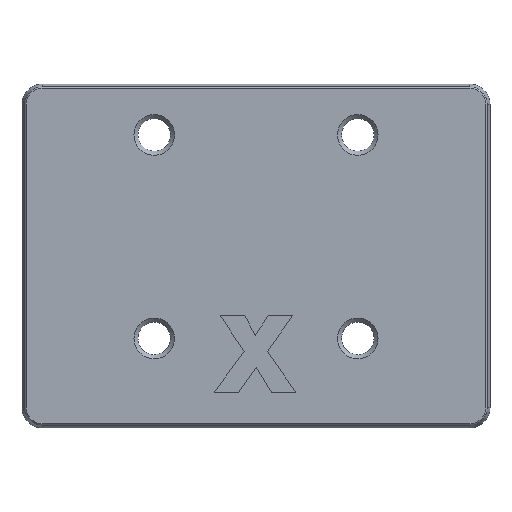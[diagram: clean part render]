
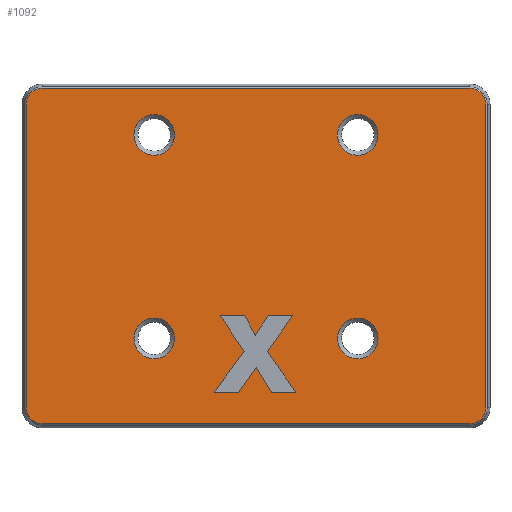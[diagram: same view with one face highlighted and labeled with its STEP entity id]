
A CAD part, front view. The second image highlights one B-rep face of the part: STEP entity #1092.
In plain terms, the highlighted planar face has unit normal (0, -1, 0).
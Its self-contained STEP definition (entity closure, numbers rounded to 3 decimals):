
#19=FACE_BOUND('',#226,.T.);
#20=FACE_BOUND('',#227,.T.);
#21=FACE_BOUND('',#228,.T.);
#22=FACE_BOUND('',#229,.T.);
#23=FACE_BOUND('',#230,.T.);
#48=CIRCLE('',#1157,1.6);
#49=CIRCLE('',#1160,1.6);
#62=CIRCLE('',#1191,1.6);
#63=CIRCLE('',#1194,1.6);
#64=CIRCLE('',#1198,2.);
#65=CIRCLE('',#1199,2.);
#66=CIRCLE('',#1200,2.);
#67=CIRCLE('',#1201,2.);
#154=FACE_OUTER_BOUND('',#225,.T.);
#225=EDGE_LOOP('',(#907,#908,#909,#910,#911,#912,#913,#914));
#226=EDGE_LOOP('',(#915,#916,#917,#918,#919,#920,#921,#922,#923,#924,#925,
#926));
#227=EDGE_LOOP('',(#927));
#228=EDGE_LOOP('',(#928));
#229=EDGE_LOOP('',(#929));
#230=EDGE_LOOP('',(#930));
#255=LINE('',#1582,#359);
#259=LINE('',#1590,#363);
#262=LINE('',#1596,#366);
#265=LINE('',#1602,#369);
#268=LINE('',#1608,#372);
#271=LINE('',#1614,#375);
#274=LINE('',#1620,#378);
#277=LINE('',#1626,#381);
#280=LINE('',#1632,#384);
#283=LINE('',#1638,#387);
#286=LINE('',#1644,#390);
#289=LINE('',#1649,#393);
#310=LINE('',#1709,#414);
#313=LINE('',#1717,#417);
#337=LINE('',#1790,#441);
#340=LINE('',#1798,#444);
#359=VECTOR('',#1246,10.);
#363=VECTOR('',#1252,10.);
#366=VECTOR('',#1257,10.);
#369=VECTOR('',#1262,10.);
#372=VECTOR('',#1267,10.);
#375=VECTOR('',#1272,10.);
#378=VECTOR('',#1277,10.);
#381=VECTOR('',#1282,10.);
#384=VECTOR('',#1287,10.);
#387=VECTOR('',#1292,10.);
#390=VECTOR('',#1297,10.);
#393=VECTOR('',#1302,10.);
#414=VECTOR('',#1363,10.);
#417=VECTOR('',#1372,10.);
#441=VECTOR('',#1452,10.);
#444=VECTOR('',#1461,10.);
#463=VERTEX_POINT('',#1580);
#464=VERTEX_POINT('',#1581);
#467=VERTEX_POINT('',#1589);
#469=VERTEX_POINT('',#1595);
#471=VERTEX_POINT('',#1601);
#473=VERTEX_POINT('',#1607);
#475=VERTEX_POINT('',#1613);
#477=VERTEX_POINT('',#1619);
#479=VERTEX_POINT('',#1625);
#481=VERTEX_POINT('',#1631);
#483=VERTEX_POINT('',#1637);
#485=VERTEX_POINT('',#1643);
#503=VERTEX_POINT('',#1701);
#504=VERTEX_POINT('',#1703);
#505=VERTEX_POINT('',#1707);
#506=VERTEX_POINT('',#1711);
#507=VERTEX_POINT('',#1715);
#528=VERTEX_POINT('',#1789);
#529=VERTEX_POINT('',#1793);
#530=VERTEX_POINT('',#1797);
#531=VERTEX_POINT('',#1806);
#532=VERTEX_POINT('',#1808);
#533=VERTEX_POINT('',#1810);
#534=VERTEX_POINT('',#1812);
#555=EDGE_CURVE('',#463,#464,#255,.T.);
#559=EDGE_CURVE('',#467,#463,#259,.T.);
#562=EDGE_CURVE('',#469,#467,#262,.T.);
#565=EDGE_CURVE('',#471,#469,#265,.T.);
#568=EDGE_CURVE('',#473,#471,#268,.T.);
#571=EDGE_CURVE('',#475,#473,#271,.T.);
#574=EDGE_CURVE('',#477,#475,#274,.T.);
#577=EDGE_CURVE('',#479,#477,#277,.T.);
#580=EDGE_CURVE('',#481,#479,#280,.T.);
#583=EDGE_CURVE('',#483,#481,#283,.T.);
#586=EDGE_CURVE('',#485,#483,#286,.T.);
#589=EDGE_CURVE('',#464,#485,#289,.T.);
#616=EDGE_CURVE('',#503,#504,#48,.T.);
#619=EDGE_CURVE('',#505,#503,#310,.T.);
#621=EDGE_CURVE('',#506,#505,#49,.T.);
#623=EDGE_CURVE('',#507,#506,#313,.T.);
#659=EDGE_CURVE('',#504,#528,#337,.T.);
#661=EDGE_CURVE('',#528,#529,#62,.T.);
#663=EDGE_CURVE('',#529,#530,#340,.T.);
#665=EDGE_CURVE('',#530,#507,#63,.T.);
#667=EDGE_CURVE('',#531,#531,#64,.T.);
#668=EDGE_CURVE('',#532,#532,#65,.T.);
#669=EDGE_CURVE('',#533,#533,#66,.T.);
#670=EDGE_CURVE('',#534,#534,#67,.T.);
#907=ORIENTED_EDGE('',*,*,#616,.F.);
#908=ORIENTED_EDGE('',*,*,#619,.F.);
#909=ORIENTED_EDGE('',*,*,#621,.F.);
#910=ORIENTED_EDGE('',*,*,#623,.F.);
#911=ORIENTED_EDGE('',*,*,#665,.F.);
#912=ORIENTED_EDGE('',*,*,#663,.F.);
#913=ORIENTED_EDGE('',*,*,#661,.F.);
#914=ORIENTED_EDGE('',*,*,#659,.F.);
#915=ORIENTED_EDGE('',*,*,#555,.T.);
#916=ORIENTED_EDGE('',*,*,#589,.T.);
#917=ORIENTED_EDGE('',*,*,#586,.T.);
#918=ORIENTED_EDGE('',*,*,#583,.T.);
#919=ORIENTED_EDGE('',*,*,#580,.T.);
#920=ORIENTED_EDGE('',*,*,#577,.T.);
#921=ORIENTED_EDGE('',*,*,#574,.T.);
#922=ORIENTED_EDGE('',*,*,#571,.T.);
#923=ORIENTED_EDGE('',*,*,#568,.T.);
#924=ORIENTED_EDGE('',*,*,#565,.T.);
#925=ORIENTED_EDGE('',*,*,#562,.T.);
#926=ORIENTED_EDGE('',*,*,#559,.T.);
#927=ORIENTED_EDGE('',*,*,#667,.F.);
#928=ORIENTED_EDGE('',*,*,#668,.F.);
#929=ORIENTED_EDGE('',*,*,#669,.F.);
#930=ORIENTED_EDGE('',*,*,#670,.F.);
#1041=PLANE('',#1197);
#1092=ADVANCED_FACE('',(#154,#19,#20,#21,#22,#23),#1041,.F.);
#1157=AXIS2_PLACEMENT_3D('',#1704,#1357,#1358);
#1160=AXIS2_PLACEMENT_3D('',#1713,#1367,#1368);
#1191=AXIS2_PLACEMENT_3D('',#1794,#1456,#1457);
#1194=AXIS2_PLACEMENT_3D('',#1801,#1465,#1466);
#1197=AXIS2_PLACEMENT_3D('',#1805,#1472,#1473);
#1198=AXIS2_PLACEMENT_3D('',#1807,#1474,#1475);
#1199=AXIS2_PLACEMENT_3D('',#1809,#1476,#1477);
#1200=AXIS2_PLACEMENT_3D('',#1811,#1478,#1479);
#1201=AXIS2_PLACEMENT_3D('',#1813,#1480,#1481);
#1246=DIRECTION('',(-1.,0.,0.));
#1252=DIRECTION('',(-0.584,0.,-0.812));
#1257=DIRECTION('',(-0.523,0.,0.852));
#1262=DIRECTION('',(-1.,0.,0.));
#1267=DIRECTION('',(0.573,0.,-0.82));
#1272=DIRECTION('',(-0.578,0.,-0.816));
#1277=DIRECTION('',(1.,0.,0.));
#1282=DIRECTION('',(0.543,0.,0.84));
#1287=DIRECTION('',(0.463,0.,-0.886));
#1292=DIRECTION('',(1.,0.,0.));
#1297=DIRECTION('',(-0.555,0.,0.832));
#1302=DIRECTION('',(0.592,0.,0.806));
#1357=DIRECTION('center_axis',(0.,1.,0.));
#1358=DIRECTION('ref_axis',(-0.707,0.,-0.707));
#1363=DIRECTION('',(-1.,0.,0.));
#1367=DIRECTION('center_axis',(0.,1.,0.));
#1368=DIRECTION('ref_axis',(0.707,0.,-0.707));
#1372=DIRECTION('',(0.,0.,-1.));
#1452=DIRECTION('',(0.,0.,1.));
#1456=DIRECTION('center_axis',(0.,1.,0.));
#1457=DIRECTION('ref_axis',(-0.707,0.,0.707));
#1461=DIRECTION('',(1.,0.,0.));
#1465=DIRECTION('center_axis',(0.,1.,0.));
#1466=DIRECTION('ref_axis',(0.707,0.,0.707));
#1472=DIRECTION('center_axis',(0.,1.,0.));
#1473=DIRECTION('ref_axis',(-1.,0.,0.));
#1474=DIRECTION('center_axis',(0.,-1.,0.));
#1475=DIRECTION('ref_axis',(0.,0.,1.));
#1476=DIRECTION('center_axis',(0.,-1.,0.));
#1477=DIRECTION('ref_axis',(0.,0.,1.));
#1478=DIRECTION('center_axis',(0.,-1.,0.));
#1479=DIRECTION('ref_axis',(0.,0.,1.));
#1480=DIRECTION('center_axis',(0.,-1.,0.));
#1481=DIRECTION('ref_axis',(0.,0.,1.));
#1580=CARTESIAN_POINT('',(-1.742,31.,-15.302));
#1581=CARTESIAN_POINT('',(-4.112,31.,-15.302));
#1582=CARTESIAN_POINT('',(-0.871,31.,-15.302));
#1589=CARTESIAN_POINT('',(0.028,31.,-12.842));
#1590=CARTESIAN_POINT('',(2.617,31.,-9.244));
#1595=CARTESIAN_POINT('',(1.538,31.,-15.302));
#1596=CARTESIAN_POINT('',(-1.66,31.,-10.092));
#1601=CARTESIAN_POINT('',(3.928,31.,-15.302));
#1602=CARTESIAN_POINT('',(1.964,31.,-15.302));
#1607=CARTESIAN_POINT('',(1.118,31.,-11.282));
#1608=CARTESIAN_POINT('',(-1.268,31.,-7.868));
#1613=CARTESIAN_POINT('',(3.608,31.,-7.762));
#1614=CARTESIAN_POINT('',(4.389,31.,-6.659));
#1619=CARTESIAN_POINT('',(1.188,31.,-7.762));
#1620=CARTESIAN_POINT('',(0.594,31.,-7.762));
#1625=CARTESIAN_POINT('',(-0.072,31.,-9.712));
#1626=CARTESIAN_POINT('',(1.719,31.,-6.94));
#1631=CARTESIAN_POINT('',(-1.092,31.,-7.762));
#1632=CARTESIAN_POINT('',(-2.178,31.,-5.685));
#1637=CARTESIAN_POINT('',(-3.512,31.,-7.762));
#1638=CARTESIAN_POINT('',(-1.756,31.,-7.762));
#1643=CARTESIAN_POINT('',(-1.162,31.,-11.282));
#1644=CARTESIAN_POINT('',(-3.149,31.,-8.305));
#1649=CARTESIAN_POINT('',(-0.196,31.,-9.966));
#1701=CARTESIAN_POINT('',(-21.,31.,-18.4));
#1703=CARTESIAN_POINT('',(-22.6,31.,-16.8));
#1704=CARTESIAN_POINT('Origin',(-21.,31.,-16.8));
#1707=CARTESIAN_POINT('',(21.,31.,-18.4));
#1709=CARTESIAN_POINT('',(11.5,31.,-18.4));
#1711=CARTESIAN_POINT('',(22.6,31.,-16.8));
#1713=CARTESIAN_POINT('Origin',(21.,31.,-16.8));
#1715=CARTESIAN_POINT('',(22.6,31.,13.));
#1717=CARTESIAN_POINT('',(22.6,31.,6.55));
#1789=CARTESIAN_POINT('',(-22.6,31.,13.));
#1790=CARTESIAN_POINT('',(-22.6,31.,-10.35));
#1793=CARTESIAN_POINT('',(-21.,31.,14.6));
#1794=CARTESIAN_POINT('Origin',(-21.,31.,13.));
#1797=CARTESIAN_POINT('',(21.,31.,14.6));
#1798=CARTESIAN_POINT('',(-11.5,31.,14.6));
#1801=CARTESIAN_POINT('Origin',(21.,31.,13.));
#1805=CARTESIAN_POINT('Origin',(0.,31.,-1.9));
#1806=CARTESIAN_POINT('',(-10.,31.,8.));
#1807=CARTESIAN_POINT('Origin',(-10.,31.,10.));
#1808=CARTESIAN_POINT('',(10.,31.,-12.));
#1809=CARTESIAN_POINT('Origin',(10.,31.,-10.));
#1810=CARTESIAN_POINT('',(-10.,31.,-12.));
#1811=CARTESIAN_POINT('Origin',(-10.,31.,-10.));
#1812=CARTESIAN_POINT('',(10.,31.,8.));
#1813=CARTESIAN_POINT('Origin',(10.,31.,10.));
